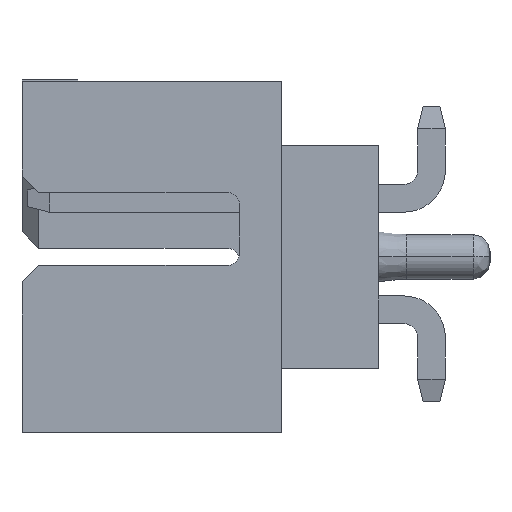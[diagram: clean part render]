
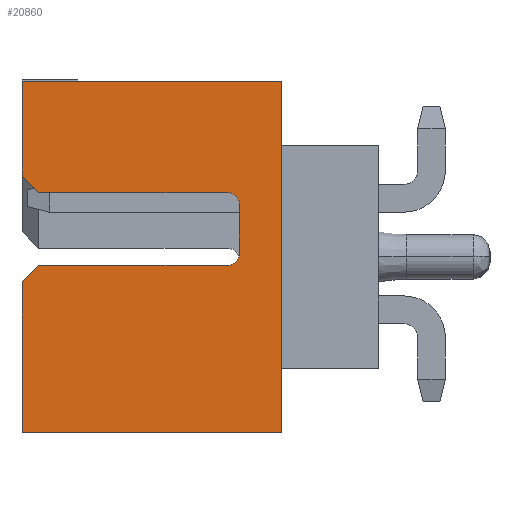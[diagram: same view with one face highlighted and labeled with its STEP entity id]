
A CAD part, left-side view. The second image highlights one B-rep face of the part: STEP entity #20860.
In plain terms, the highlighted planar face has unit normal (-1, 0, 0).
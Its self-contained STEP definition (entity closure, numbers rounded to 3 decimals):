
#21=DIRECTION('',(0.,0.,1.));
#22=VECTOR('',#21,2.7);
#23=CARTESIAN_POINT('',(-11.325,0.,-3.15));
#24=LINE('',#23,#22);
#109=DIRECTION('',(0.,0.,1.));
#110=VECTOR('',#109,1.7);
#111=CARTESIAN_POINT('',(-11.325,0.,1.45));
#112=LINE('',#111,#110);
#414=DIRECTION('',(0.,-1.,0.));
#415=VECTOR('',#414,4.65);
#416=CARTESIAN_POINT('',(-11.325,0.,3.15));
#417=LINE('',#416,#415);
#1382=DIRECTION('',(0.,0.,1.));
#1383=VECTOR('',#1382,6.3);
#1384=CARTESIAN_POINT('',(-11.325,-4.65,-3.15));
#1385=LINE('',#1384,#1383);
#7098=DIRECTION('',(0.,0.,-1.));
#7099=VECTOR('',#7098,0.9);
#7100=CARTESIAN_POINT('',(-11.325,-3.9,0.95));
#7101=LINE('',#7100,#7099);
#7102=DIRECTION('',(0.,-1.,0.));
#7103=VECTOR('',#7102,3.4);
#7104=CARTESIAN_POINT('',(-11.325,-0.3,1.15));
#7105=LINE('',#7104,#7103);
#7106=DIRECTION('',(0.,-0.707,-0.707));
#7107=VECTOR('',#7106,0.424);
#7108=CARTESIAN_POINT('',(-11.325,0.,1.45));
#7109=LINE('',#7108,#7107);
#7110=DIRECTION('',(0.,-1.,0.));
#7111=VECTOR('',#7110,4.65);
#7112=CARTESIAN_POINT('',(-11.325,0.,-3.15));
#7113=LINE('',#7112,#7111);
#7114=DIRECTION('',(0.,0.707,-0.707));
#7115=VECTOR('',#7114,0.424);
#7116=CARTESIAN_POINT('',(-11.325,-0.3,-0.15));
#7117=LINE('',#7116,#7115);
#7118=DIRECTION('',(0.,-1.,0.));
#7119=VECTOR('',#7118,3.4);
#7120=CARTESIAN_POINT('',(-11.325,-0.3,-0.15));
#7121=LINE('',#7120,#7119);
#7127=CARTESIAN_POINT('',(-11.325,-3.7,0.95));
#7128=DIRECTION('',(1.,0.,0.));
#7129=DIRECTION('',(0.,0.,1.));
#7130=AXIS2_PLACEMENT_3D('',#7127,#7128,#7129);
#7168=CARTESIAN_POINT('',(-11.325,-3.7,0.05));
#7169=DIRECTION('',(1.,0.,0.));
#7170=DIRECTION('',(0.,-1.,0.));
#7171=AXIS2_PLACEMENT_3D('',#7168,#7169,#7170);
#7707=CARTESIAN_POINT('',(-11.325,0.,-3.15));
#7709=VERTEX_POINT('',#7707);
#7710=CARTESIAN_POINT('',(-11.325,-4.65,-3.15));
#7711=CARTESIAN_POINT('',(-11.325,-4.65,3.15));
#7712=VERTEX_POINT('',#7710);
#7713=VERTEX_POINT('',#7711);
#7718=CARTESIAN_POINT('',(-11.325,0.,3.15));
#7719=VERTEX_POINT('',#7718);
#7730=CARTESIAN_POINT('',(-11.325,-0.3,-0.15));
#7731=CARTESIAN_POINT('',(-11.325,0.,-0.45));
#7732=VERTEX_POINT('',#7730);
#7733=VERTEX_POINT('',#7731);
#7734=CARTESIAN_POINT('',(-11.325,0.,1.45));
#7735=CARTESIAN_POINT('',(-11.325,-0.3,1.15));
#7736=VERTEX_POINT('',#7734);
#7737=VERTEX_POINT('',#7735);
#8211=CARTESIAN_POINT('',(-11.325,-3.9,0.05));
#8213=VERTEX_POINT('',#8211);
#8215=CARTESIAN_POINT('',(-11.325,-3.7,-0.15));
#8217=VERTEX_POINT('',#8215);
#8220=CARTESIAN_POINT('',(-11.325,-3.9,0.95));
#8222=VERTEX_POINT('',#8220);
#8224=CARTESIAN_POINT('',(-11.325,-3.7,1.15));
#8226=VERTEX_POINT('',#8224);
#20837=CARTESIAN_POINT('',(-11.325,0.,-3.15));
#20838=DIRECTION('',(-1.,0.,0.));
#20839=DIRECTION('',(0.,0.,1.));
#20840=AXIS2_PLACEMENT_3D('',#20837,#20838,#20839);
#20841=PLANE('',#20840);
#20842=ORIENTED_EDGE('',*,*,#11024,.F.);
#20844=ORIENTED_EDGE('',*,*,#20843,.F.);
#20846=ORIENTED_EDGE('',*,*,#20845,.F.);
#20848=ORIENTED_EDGE('',*,*,#20847,.F.);
#20849=ORIENTED_EDGE('',*,*,#10146,.T.);
#20850=ORIENTED_EDGE('',*,*,#10753,.T.);
#20851=ORIENTED_EDGE('',*,*,#11438,.F.);
#20852=ORIENTED_EDGE('',*,*,#20830,.F.);
#20853=ORIENTED_EDGE('',*,*,#10076,.T.);
#20854=ORIENTED_EDGE('',*,*,#10194,.F.);
#20855=ORIENTED_EDGE('',*,*,#10210,.T.);
#20857=ORIENTED_EDGE('',*,*,#20856,.F.);
#20858=EDGE_LOOP('',(#20842,#20844,#20846,#20848,#20849,#20850,#20851,#20852,
#20853,#20854,#20855,#20857));
#20859=FACE_OUTER_BOUND('',#20858,.F.);
#7131=CIRCLE('',#7130,0.2);
#7172=CIRCLE('',#7171,0.2);
#10076=EDGE_CURVE('',#7709,#7733,#24,.T.);
#10146=EDGE_CURVE('',#7736,#7719,#112,.T.);
#10194=EDGE_CURVE('',#7732,#7733,#7117,.T.);
#10210=EDGE_CURVE('',#7732,#8217,#7121,.T.);
#10753=EDGE_CURVE('',#7719,#7713,#417,.T.);
#11024=EDGE_CURVE('',#8222,#8213,#7101,.T.);
#11438=EDGE_CURVE('',#7712,#7713,#1385,.T.);
#20830=EDGE_CURVE('',#7709,#7712,#7113,.T.);
#20843=EDGE_CURVE('',#8226,#8222,#7131,.T.);
#20845=EDGE_CURVE('',#7737,#8226,#7105,.T.);
#20847=EDGE_CURVE('',#7736,#7737,#7109,.T.);
#20856=EDGE_CURVE('',#8213,#8217,#7172,.T.);
#20860=ADVANCED_FACE('',(#20859),#20841,.T.);
